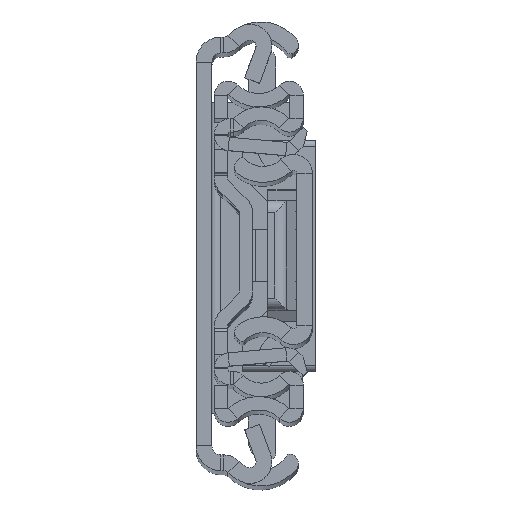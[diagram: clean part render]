
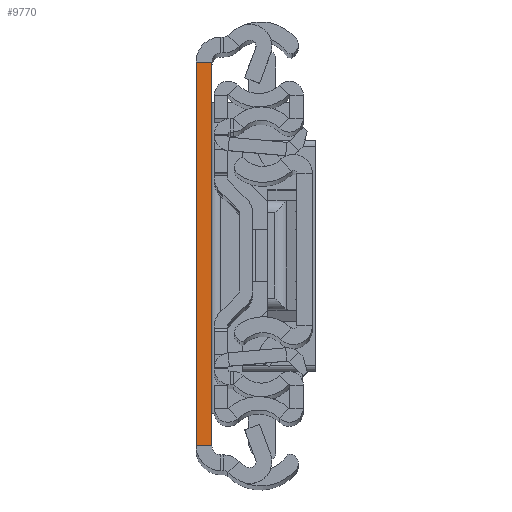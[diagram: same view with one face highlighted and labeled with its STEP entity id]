
A CAD part, top view. The second image highlights one B-rep face of the part: STEP entity #9770.
In plain terms, the highlighted planar face has unit normal (0, 0, 1).
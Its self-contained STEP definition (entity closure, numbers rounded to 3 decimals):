
#36 = DIRECTION ( 'NONE',  ( 0., 1., 0. ) ) ;
#115 = LINE ( 'NONE', #14272, #3392 ) ;
#708 = FACE_OUTER_BOUND ( 'NONE', #9702, .T. ) ;
#1924 = VERTEX_POINT ( 'NONE', #6955 ) ;
#2177 = VECTOR ( 'NONE', #6907, 1000. ) ;
#2294 = CARTESIAN_POINT ( 'NONE',  ( 2.6, -31.5, 0. ) ) ;
#2387 = CARTESIAN_POINT ( 'NONE',  ( 0., -31.5, 0. ) ) ;
#3271 = CARTESIAN_POINT ( 'NONE',  ( 2.6, -31.5, 0. ) ) ;
#3392 = VECTOR ( 'NONE', #36, 1000. ) ;
#4781 = DIRECTION ( 'NONE',  ( 0., 0., -1. ) ) ;
#5082 = ORIENTED_EDGE ( 'NONE', *, *, #12248, .T. ) ;
#5993 = DIRECTION ( 'NONE',  ( 0., 1., 0. ) ) ;
#6023 = ORIENTED_EDGE ( 'NONE', *, *, #15323, .F. ) ;
#6114 = VECTOR ( 'NONE', #5993, 1000. ) ;
#6702 = CARTESIAN_POINT ( 'NONE',  ( 2.6, 31.5, 0. ) ) ;
#6907 = DIRECTION ( 'NONE',  ( 1., 0., 0. ) ) ;
#6952 = LINE ( 'NONE', #6702, #12359 ) ;
#6955 = CARTESIAN_POINT ( 'NONE',  ( 2.6, -31.5, 0. ) ) ;
#7019 = LINE ( 'NONE', #3271, #6114 ) ;
#7368 = CARTESIAN_POINT ( 'NONE',  ( 0., 31.5, 0. ) ) ;
#8336 = EDGE_CURVE ( 'NONE', #1924, #13735, #7019, .T. ) ;
#8830 = AXIS2_PLACEMENT_3D ( 'NONE', #12406, #4781, #12489 ) ;
#9260 = EDGE_CURVE ( 'NONE', #11888, #13735, #6952, .T. ) ;
#9702 = EDGE_LOOP ( 'NONE', ( #13768, #6023, #5082, #13995 ) ) ;
#9770 = ADVANCED_FACE ( 'NONE', ( #708 ), #16232, .F. ) ;
#10345 = VERTEX_POINT ( 'NONE', #2387 ) ;
#11294 = CARTESIAN_POINT ( 'NONE',  ( 2.6, 31.5, 0. ) ) ;
#11888 = VERTEX_POINT ( 'NONE', #7368 ) ;
#12248 = EDGE_CURVE ( 'NONE', #10345, #1924, #13495, .T. ) ;
#12359 = VECTOR ( 'NONE', #13286, 1000. ) ;
#12406 = CARTESIAN_POINT ( 'NONE',  ( 2.6, -31.5, 0. ) ) ;
#12489 = DIRECTION ( 'NONE',  ( 0., 1., 0. ) ) ;
#13286 = DIRECTION ( 'NONE',  ( 1., 0., 0. ) ) ;
#13495 = LINE ( 'NONE', #2294, #2177 ) ;
#13735 = VERTEX_POINT ( 'NONE', #11294 ) ;
#13768 = ORIENTED_EDGE ( 'NONE', *, *, #9260, .F. ) ;
#13995 = ORIENTED_EDGE ( 'NONE', *, *, #8336, .T. ) ;
#14272 = CARTESIAN_POINT ( 'NONE',  ( 0., -31.5, 0. ) ) ;
#15323 = EDGE_CURVE ( 'NONE', #10345, #11888, #115, .T. ) ;
#16232 = PLANE ( 'NONE',  #8830 ) ;
